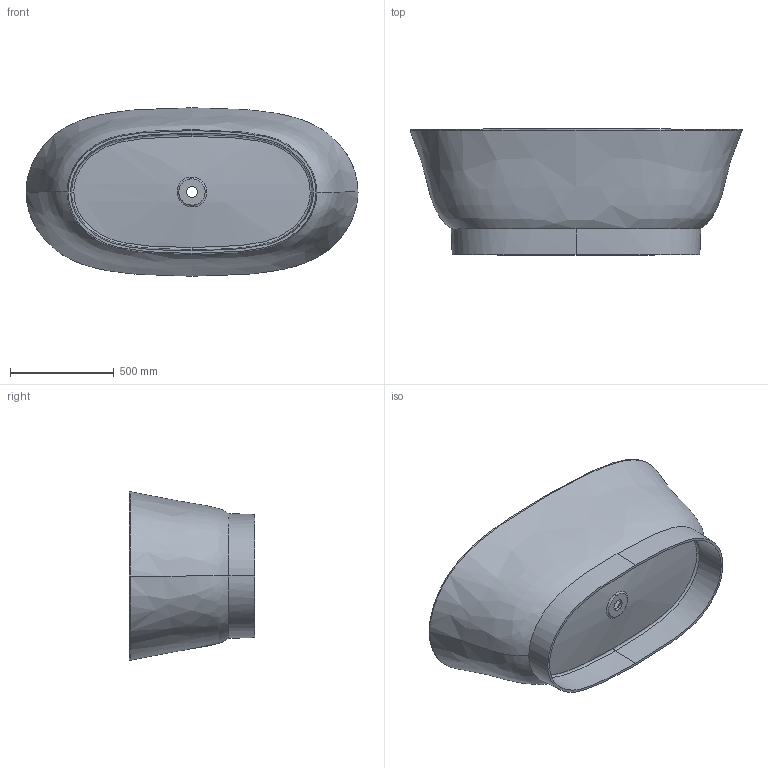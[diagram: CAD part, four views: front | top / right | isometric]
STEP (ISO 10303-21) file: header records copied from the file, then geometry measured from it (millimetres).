
FILE_DESCRIPTION (( 'STEP AP214' ), '1' );
FILE_NAME ('Molly.STEP', '2021-07-06T05:54:05', ( '' ), ( '' ), 'SwSTEP 2.0', 'SolidWorks 2020', '' );
FILE_SCHEMA (( 'AUTOMOTIVE_DESIGN' ));
Length unit declared in the file: millimetre
Products named in the file (1): Molly
Bounding box: 1597 x 605 x 810 mm (x, y, z)
Volume: 53831633.3 mm3; surface area: 5450446.3 mm2
Topology: 1 solids, 1 shells, 38 faces, 90 edges, 58 vertices
Faces by surface type: bspline 30, plane 4, cone 2, cylinder 2
Entity records: 17864 total; most frequent: CARTESIAN_POINT 17149, ORIENTED_EDGE 180, EDGE_CURVE 90, DIRECTION 66, B_SPLINE_CURVE_WITH_KNOTS 58, VERTEX_POINT 58, EDGE_LOOP 44, FACE_OUTER_BOUND 38
